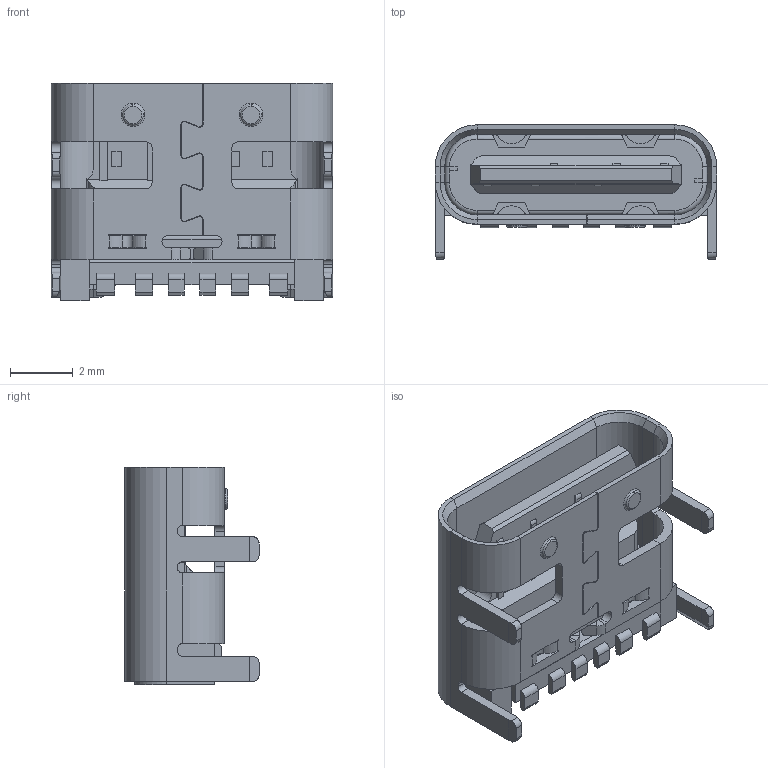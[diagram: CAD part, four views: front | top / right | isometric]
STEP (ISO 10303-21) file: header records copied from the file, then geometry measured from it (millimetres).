
FILE_DESCRIPTION (( 'STEP AP214' ), '1' );
FILE_NAME ('UJC-HP-3-SMT-TR.STEP', '2021-05-07T20:01:30', ( '' ), ( '' ), 'SwSTEP 2.0', 'SolidWorks 2019', '' );
FILE_SCHEMA (( 'AUTOMOTIVE_DESIGN' ));
Length unit declared in the file: inch
Products named in the file (3): UJC-HP-3-SMT-TR.STEP; UJC-HP-3-SMT-TR
Assembly tree (2 placements, depth 3):
  UJC-HP-3-SMT-TR
    UJC-HP-3-SMT-TR.STEP
      UJC-HP-3-SMT-TR.STEP
Bounding box: 8.94 x 4.26 x 6.9 mm (x, y, z)
Volume: 94.2 mm3; surface area: 444.6 mm2
Topology: 14 solids, 14 shells, 500 faces, 1305 edges, 834 vertices
Faces by surface type: plane 352, cylinder 130, torus 12, cone 6
Entity records: 15422 total; most frequent: CARTESIAN_POINT 2747, ORIENTED_EDGE 2610, DIRECTION 2550, EDGE_CURVE 1305, VECTOR 1006, LINE 1006, VERTEX_POINT 834, AXIS2_PLACEMENT_3D 772
